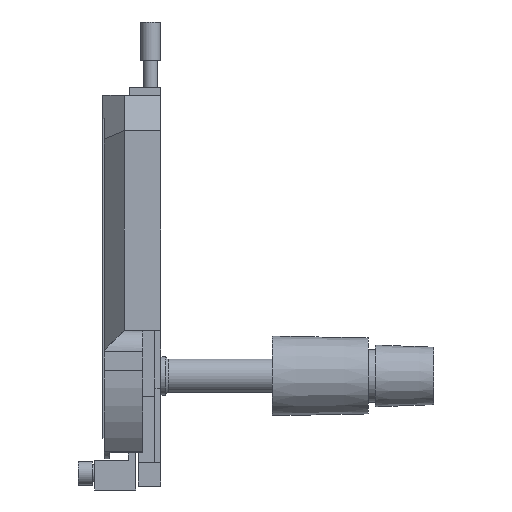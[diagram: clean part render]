
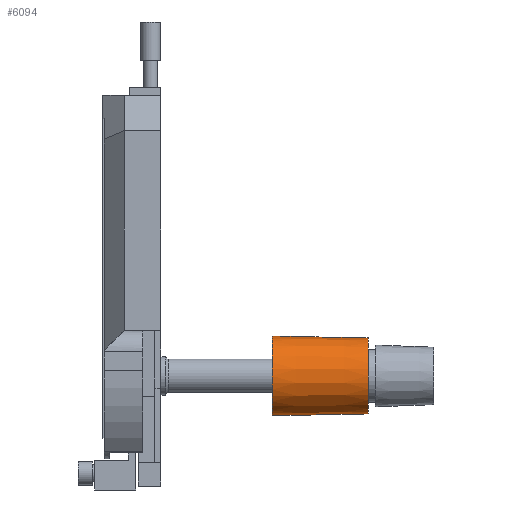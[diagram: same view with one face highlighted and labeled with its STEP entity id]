
A CAD part, left-side view. The second image highlights one B-rep face of the part: STEP entity #6094.
In plain terms, the highlighted conical face has half-angle 1.074 degrees and reference radius 16.625 mm.
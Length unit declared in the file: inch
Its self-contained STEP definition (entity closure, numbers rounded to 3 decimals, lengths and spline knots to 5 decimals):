
#311=CONICAL_SURFACE('',#6464,0.65453,0.019);
#328=FACE_OUTER_BOUND('',#654,.T.);
#654=EDGE_LOOP('',(#4241,#4242,#4243,#4244));
#1012=LINE('',#8677,#1787);
#1787=VECTOR('',#6989,0.65453);
#2572=CIRCLE('',#6465,0.65453);
#2573=CIRCLE('',#6466,0.625);
#2711=VERTEX_POINT('',#8674);
#2712=VERTEX_POINT('',#8676);
#3321=EDGE_CURVE('',#2711,#2711,#2572,.T.);
#3322=EDGE_CURVE('',#2711,#2712,#1012,.T.);
#3323=EDGE_CURVE('',#2712,#2712,#2573,.T.);
#4241=ORIENTED_EDGE('',*,*,#3321,.F.);
#4242=ORIENTED_EDGE('',*,*,#3322,.T.);
#4243=ORIENTED_EDGE('',*,*,#3323,.T.);
#4244=ORIENTED_EDGE('',*,*,#3322,.F.);
#6094=ADVANCED_FACE('',(#328),#311,.T.);
#6464=AXIS2_PLACEMENT_3D('',#8673,#6985,#6986);
#6465=AXIS2_PLACEMENT_3D('',#8675,#6987,#6988);
#6466=AXIS2_PLACEMENT_3D('',#8678,#6990,#6991);
#6985=DIRECTION('center_axis',(0.,1.,0.));
#6986=DIRECTION('ref_axis',(0.,0.,1.));
#6987=DIRECTION('center_axis',(0.,1.,0.));
#6988=DIRECTION('ref_axis',(0.,0.,1.));
#6989=DIRECTION('',(0.,-1.,0.019));
#6990=DIRECTION('center_axis',(0.,1.,0.));
#6991=DIRECTION('ref_axis',(0.,0.,1.));
#8673=CARTESIAN_POINT('Origin',(8.31496,-1.83071,-4.62008));
#8674=CARTESIAN_POINT('',(8.31496,-1.83071,-5.27461));
#8675=CARTESIAN_POINT('Origin',(8.31496,-1.83071,-4.62008));
#8676=CARTESIAN_POINT('',(8.31496,-3.40551,-5.24508));
#8677=CARTESIAN_POINT('',(8.31496,-1.83071,-5.27461));
#8678=CARTESIAN_POINT('Origin',(8.31496,-3.40551,-4.62008));
